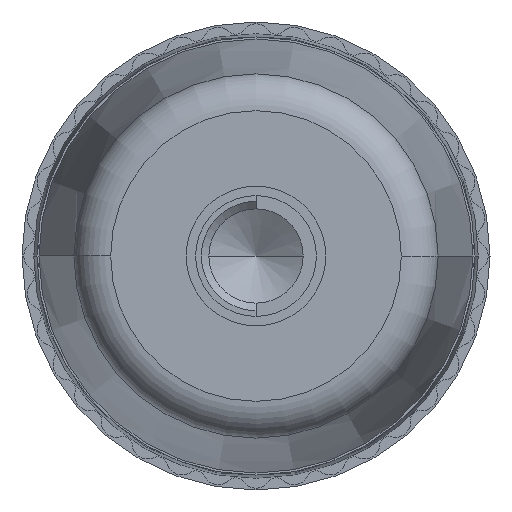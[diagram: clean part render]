
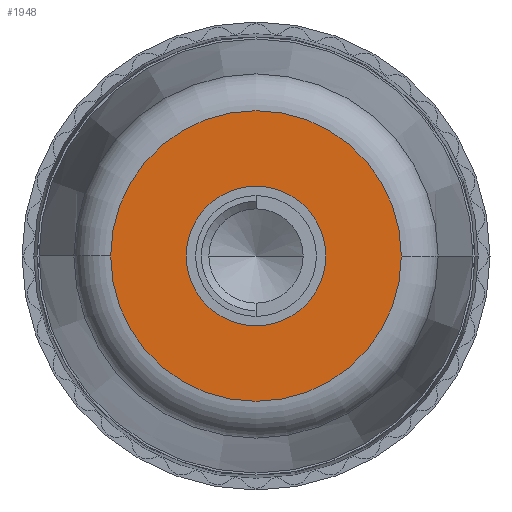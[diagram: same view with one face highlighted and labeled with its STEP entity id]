
A CAD part, left-side view. The second image highlights one B-rep face of the part: STEP entity #1948.
In plain terms, the highlighted planar face has unit normal (-1, 0, 0).
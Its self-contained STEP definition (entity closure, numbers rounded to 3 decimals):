
#227=CARTESIAN_POINT('',(-26.1,0.,0.));
#228=DIRECTION('',(-1.,0.,0.));
#229=DIRECTION('',(0.,1.,0.));
#230=AXIS2_PLACEMENT_3D('',#227,#228,#229);
#232=CARTESIAN_POINT('',(-26.1,0.,0.));
#233=DIRECTION('',(-1.,0.,0.));
#234=DIRECTION('',(0.,-1.,0.));
#235=AXIS2_PLACEMENT_3D('',#232,#233,#234);
#237=CARTESIAN_POINT('',(-26.1,0.,0.));
#238=DIRECTION('',(1.,0.,0.));
#239=DIRECTION('',(0.,-1.,0.));
#240=AXIS2_PLACEMENT_3D('',#237,#238,#239);
#242=CARTESIAN_POINT('',(-26.1,0.,0.));
#243=DIRECTION('',(1.,0.,0.));
#244=DIRECTION('',(0.,1.,0.));
#245=AXIS2_PLACEMENT_3D('',#242,#243,#244);
#1384=CARTESIAN_POINT('',(-26.1,1.85,0.));
#1385=CARTESIAN_POINT('',(-26.1,-1.85,0.));
#1386=VERTEX_POINT('',#1384);
#1387=VERTEX_POINT('',#1385);
#1646=CARTESIAN_POINT('',(-26.1,-3.85,0.));
#1647=CARTESIAN_POINT('',(-26.1,3.85,0.));
#1648=VERTEX_POINT('',#1646);
#1649=VERTEX_POINT('',#1647);
#1932=CARTESIAN_POINT('',(-26.1,0.,0.));
#1933=DIRECTION('',(1.,0.,0.));
#1934=DIRECTION('',(0.,-1.,0.));
#1935=AXIS2_PLACEMENT_3D('',#1932,#1933,#1934);
#1936=PLANE('',#1935);
#1937=ORIENTED_EDGE('',*,*,#1922,.T.);
#1939=ORIENTED_EDGE('',*,*,#1938,.T.);
#1940=EDGE_LOOP('',(#1937,#1939));
#1941=FACE_OUTER_BOUND('',#1940,.F.);
#1943=ORIENTED_EDGE('',*,*,#1942,.T.);
#1945=ORIENTED_EDGE('',*,*,#1944,.T.);
#1946=EDGE_LOOP('',(#1943,#1945));
#1947=FACE_BOUND('',#1946,.F.);
#1948=ADVANCED_FACE('',(#1941,#1947),#1936,.F.);
#231=CIRCLE('',#230,1.85);
#236=CIRCLE('',#235,1.85);
#241=CIRCLE('',#240,3.85);
#246=CIRCLE('',#245,3.85);
#1922=EDGE_CURVE('',#1648,#1649,#241,.T.);
#1938=EDGE_CURVE('',#1649,#1648,#246,.T.);
#1942=EDGE_CURVE('',#1386,#1387,#231,.T.);
#1944=EDGE_CURVE('',#1387,#1386,#236,.T.);
